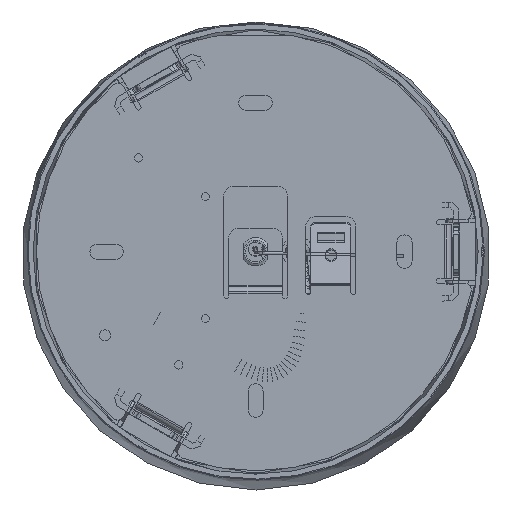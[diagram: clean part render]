
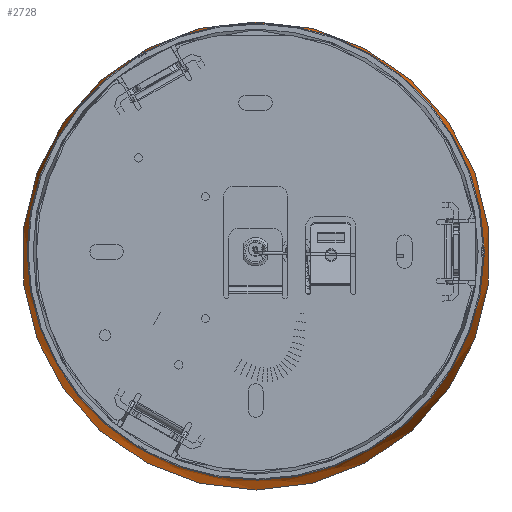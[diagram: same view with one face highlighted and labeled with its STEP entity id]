
A CAD part, top view. The second image highlights one B-rep face of the part: STEP entity #2728.
In plain terms, the highlighted spherical face has radius 70 mm.
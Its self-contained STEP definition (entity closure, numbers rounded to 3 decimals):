
#99=SPHERICAL_SURFACE('',#15460,70.);
#1748=CIRCLE('',#15459,42.);
#2728=ADVANCED_FACE('',(#3615),#99,.T.);
#3615=FACE_OUTER_BOUND('',#4716,.T.);
#4716=EDGE_LOOP('',(#8865));
#8865=ORIENTED_EDGE('',*,*,#13138,.T.);
#11478=VERTEX_POINT('',#26729);
#13138=EDGE_CURVE('',#11478,#11478,#1748,.T.);
#15459=AXIS2_PLACEMENT_3D('',#26728,#18300,#18301);
#15460=AXIS2_PLACEMENT_3D('',#26730,#18302,#18303);
#18300=DIRECTION('',(0.,0.,-1.));
#18301=DIRECTION('',(1.,0.,0.));
#18302=DIRECTION('',(0.,0.,-1.));
#18303=DIRECTION('',(0.,1.,0.));
#26728=CARTESIAN_POINT('',(15.101,0.307,-837.666));
#26729=CARTESIAN_POINT('',(57.101,0.307,-837.666));
#26730=CARTESIAN_POINT('',(15.101,0.307,-893.666));
